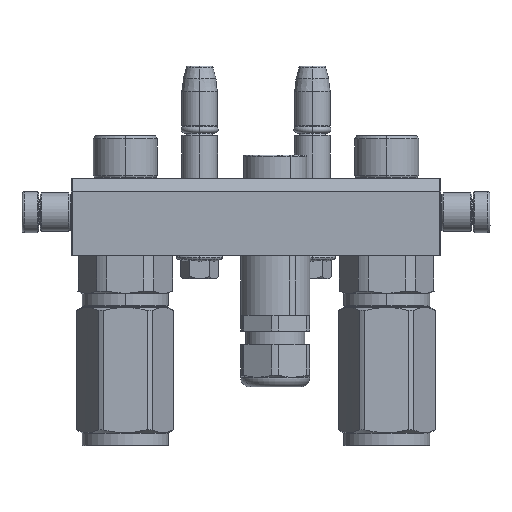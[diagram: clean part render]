
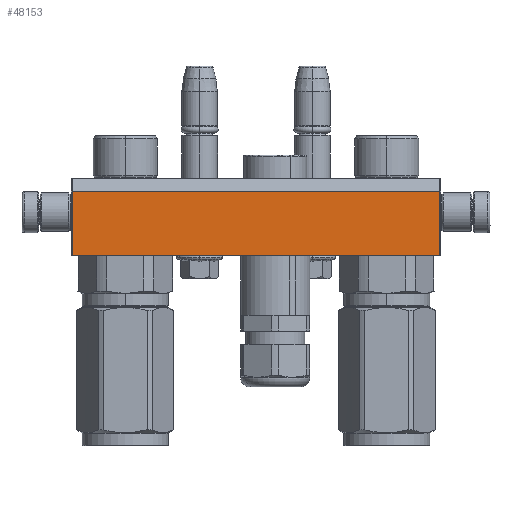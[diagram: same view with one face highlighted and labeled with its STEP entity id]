
A CAD part, left-side view. The second image highlights one B-rep face of the part: STEP entity #48153.
In plain terms, the highlighted face is planar.
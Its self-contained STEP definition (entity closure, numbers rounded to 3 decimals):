
#2816 = VECTOR ( 'NONE', #37368, 1000. ) ;
#2926 = DIRECTION ( 'NONE',  ( -1., 0., 0. ) ) ;
#4839 = VECTOR ( 'NONE', #97468, 1000. ) ;
#5242 = ORIENTED_EDGE ( 'NONE', *, *, #70085, .T. ) ;
#9351 = DIRECTION ( 'NONE',  ( -1., 0., 0. ) ) ;
#13673 = CARTESIAN_POINT ( 'NONE',  ( 0.5, 5., -90. ) ) ;
#14536 = AXIS2_PLACEMENT_3D ( 'NONE', #72802, #18728, #2926 ) ;
#15037 = CARTESIAN_POINT ( 'NONE',  ( 143.5, 5., -90. ) ) ;
#15937 = VERTEX_POINT ( 'NONE', #51075 ) ;
#17235 = CARTESIAN_POINT ( 'NONE',  ( 143.5, 5., -90. ) ) ;
#18728 = DIRECTION ( 'NONE',  ( 0., 0., -1. ) ) ;
#22074 = LINE ( 'NONE', #45744, #2816 ) ;
#25474 = CARTESIAN_POINT ( 'NONE',  ( 143.5, 30., -90. ) ) ;
#29778 = ORIENTED_EDGE ( 'NONE', *, *, #31462, .F. ) ;
#31462 = EDGE_CURVE ( 'NONE', #52166, #33583, #84321, .T. ) ;
#33474 = CARTESIAN_POINT ( 'NONE',  ( 143.5, 30., -90. ) ) ;
#33583 = VERTEX_POINT ( 'NONE', #33474 ) ;
#35997 = CARTESIAN_POINT ( 'NONE',  ( 143.5, 5., -90. ) ) ;
#37368 = DIRECTION ( 'NONE',  ( 0., 1., 0. ) ) ;
#45401 = VECTOR ( 'NONE', #9351, 1000. ) ;
#45744 = CARTESIAN_POINT ( 'NONE',  ( 0.5, 5., -90. ) ) ;
#48153 = ADVANCED_FACE ( 'NONE', ( #98360 ), #65749, .T. ) ;
#51075 = CARTESIAN_POINT ( 'NONE',  ( 0.5, 30., -90. ) ) ;
#52166 = VERTEX_POINT ( 'NONE', #17235 ) ;
#52672 = DIRECTION ( 'NONE',  ( 0., 1., 0. ) ) ;
#54689 = EDGE_CURVE ( 'NONE', #33583, #15937, #70732, .T. ) ;
#57922 = EDGE_CURVE ( 'NONE', #52166, #85159, #98654, .T. ) ;
#63903 = VECTOR ( 'NONE', #52672, 1000. ) ;
#65749 = PLANE ( 'NONE',  #14536 ) ;
#69293 = ORIENTED_EDGE ( 'NONE', *, *, #57922, .T. ) ;
#70085 = EDGE_CURVE ( 'NONE', #85159, #15937, #22074, .T. ) ;
#70732 = LINE ( 'NONE', #25474, #45401 ) ;
#72802 = CARTESIAN_POINT ( 'NONE',  ( 144., 0., -90. ) ) ;
#84321 = LINE ( 'NONE', #15037, #63903 ) ;
#85159 = VERTEX_POINT ( 'NONE', #13673 ) ;
#91498 = ORIENTED_EDGE ( 'NONE', *, *, #54689, .F. ) ;
#97468 = DIRECTION ( 'NONE',  ( -1., 0., 0. ) ) ;
#98360 = FACE_OUTER_BOUND ( 'NONE', #98626, .T. ) ;
#98626 = EDGE_LOOP ( 'NONE', ( #91498, #29778, #69293, #5242 ) ) ;
#98654 = LINE ( 'NONE', #35997, #4839 ) ;
